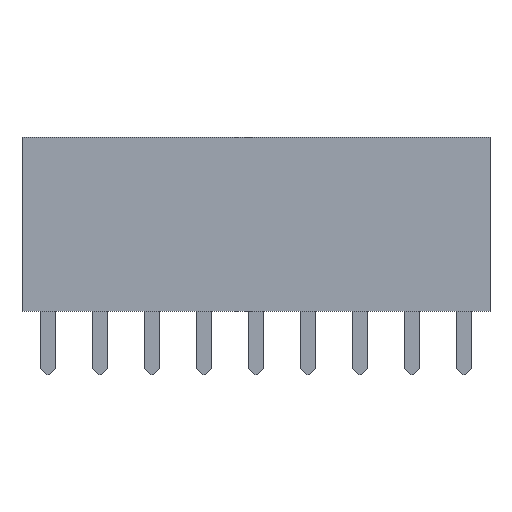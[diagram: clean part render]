
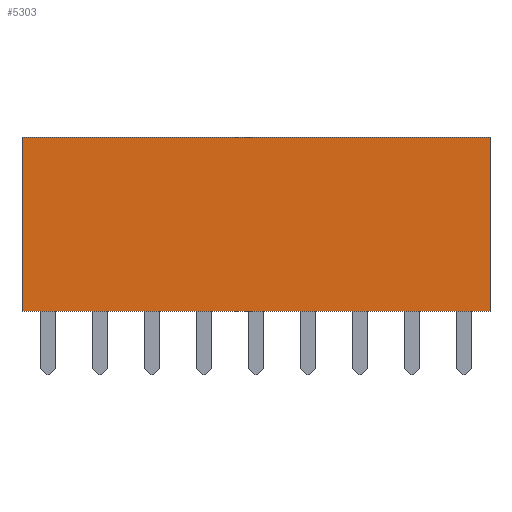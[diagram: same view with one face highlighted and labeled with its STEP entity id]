
A CAD part, front view. The second image highlights one B-rep face of the part: STEP entity #5303.
In plain terms, the highlighted planar face has unit normal (0, -1, 0).
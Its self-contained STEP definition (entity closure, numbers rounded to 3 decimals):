
#183=FACE_OUTER_BOUND('',#518,.T.);
#518=EDGE_LOOP('',(#3883,#3884,#3885,#3886));
#805=LINE('',#7399,#1537);
#844=LINE('',#7478,#1576);
#951=LINE('',#7698,#1683);
#954=LINE('',#7703,#1686);
#1537=VECTOR('',#5994,10.);
#1576=VECTOR('',#6041,10.);
#1683=VECTOR('',#6264,10.);
#1686=VECTOR('',#6271,10.);
#2250=VERTEX_POINT('',#7396);
#2251=VERTEX_POINT('',#7398);
#2287=VERTEX_POINT('',#7477);
#2342=VERTEX_POINT('',#7697);
#2733=EDGE_CURVE('',#2250,#2251,#805,.T.);
#2772=EDGE_CURVE('',#2251,#2287,#844,.T.);
#2879=EDGE_CURVE('',#2342,#2287,#951,.T.);
#2882=EDGE_CURVE('',#2342,#2250,#954,.T.);
#3883=ORIENTED_EDGE('',*,*,#2879,.T.);
#3884=ORIENTED_EDGE('',*,*,#2772,.F.);
#3885=ORIENTED_EDGE('',*,*,#2733,.F.);
#3886=ORIENTED_EDGE('',*,*,#2882,.F.);
#4977=PLANE('',#5663);
#5303=ADVANCED_FACE('',(#183),#4977,.T.);
#5663=AXIS2_PLACEMENT_3D('',#7770,#6340,#6341);
#5994=DIRECTION('',(1.,0.,0.));
#6041=DIRECTION('',(0.,0.,-1.));
#6264=DIRECTION('',(1.,0.,0.));
#6271=DIRECTION('',(0.,0.,1.));
#6340=DIRECTION('center_axis',(0.,-1.,0.));
#6341=DIRECTION('ref_axis',(1.,0.,0.));
#7396=CARTESIAN_POINT('',(-11.43,-2.52,8.6));
#7398=CARTESIAN_POINT('',(11.43,-2.52,8.6));
#7399=CARTESIAN_POINT('',(-11.43,-2.52,8.6));
#7477=CARTESIAN_POINT('',(11.43,-2.52,0.1));
#7478=CARTESIAN_POINT('',(11.43,-2.52,0.1));
#7697=CARTESIAN_POINT('',(-11.43,-2.52,0.1));
#7698=CARTESIAN_POINT('',(-11.43,-2.52,0.1));
#7703=CARTESIAN_POINT('',(-11.43,-2.52,0.1));
#7770=CARTESIAN_POINT('Origin',(-11.43,-2.52,0.1));
